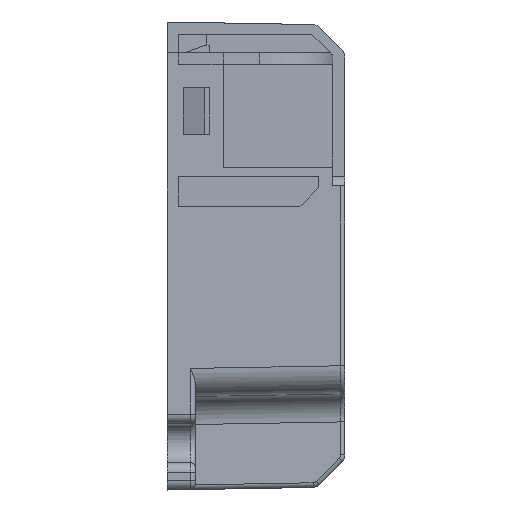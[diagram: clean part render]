
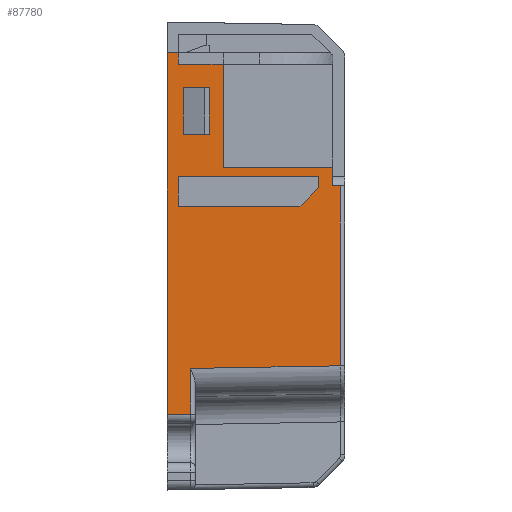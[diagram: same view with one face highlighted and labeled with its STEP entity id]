
A CAD part, left-side view. The second image highlights one B-rep face of the part: STEP entity #87780.
In plain terms, the highlighted face is planar.
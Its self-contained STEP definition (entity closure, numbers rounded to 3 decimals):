
#39240=CARTESIAN_POINT('',(-47.2,0.,-21.7));
#39250=VERTEX_POINT('',#39240);
#39280=CARTESIAN_POINT('',(-47.2,0.,16.9));
#39290=DIRECTION('',(0.,0.,-1.));
#39300=VECTOR('',#39290,1.);
#39310=LINE('',#39280,#39300);
#39320=CARTESIAN_POINT('',(-47.2,0.,16.9));
#39330=VERTEX_POINT('',#39320);
#39340=EDGE_CURVE('',#39330,#39250,#39310,.T.);
#62680=CARTESIAN_POINT('',(-47.095,6.,-20.5));
#62690=VERTEX_POINT('',#62680);
#65660=CARTESIAN_POINT('',(-46.891,17.7,-7.5));
#65670=VERTEX_POINT('',#65660);
#65700=CARTESIAN_POINT('',(-46.891,17.7,-9.5));
#65710=DIRECTION('',(0.,0.,1.));
#65720=VECTOR('',#65710,1.);
#65730=LINE('',#65700,#65720);
#65740=CARTESIAN_POINT('',(-46.891,17.7,-9.5));
#65750=VERTEX_POINT('',#65740);
#65760=EDGE_CURVE('',#65750,#65670,#65730,.T.);
#66220=CARTESIAN_POINT('',(-47.095,6.,-9.5));
#66230=DIRECTION('',(0.017,1.,0.));
#66240=VECTOR('',#66230,1.);
#66250=LINE('',#66220,#66240);
#66260=CARTESIAN_POINT('',(-47.095,6.,-9.5));
#66270=VERTEX_POINT('',#66260);
#66280=EDGE_CURVE('',#66270,#65750,#66250,.T.);
#66530=CARTESIAN_POINT('',(-47.095,6.,-20.5));
#66540=DIRECTION('',(0.,0.,1.));
#66550=VECTOR('',#66540,1.);
#66560=LINE('',#66530,#66550);
#66570=EDGE_CURVE('',#62690,#66270,#66560,.T.);
#86390=CARTESIAN_POINT('',(-47.2,0.,-27.361));
#86400=DIRECTION('',(-1.,0.017,0.));
#86410=DIRECTION('',(0.,0.,1.));
#86420=AXIS2_PLACEMENT_3D('',#86390,#86400,#86410);
#86430=PLANE('',#86420);
#86440=CARTESIAN_POINT('',(-47.179,1.2,-20.5));
#86450=DIRECTION('',(0.017,1.,0.));
#86460=VECTOR('',#86450,1.);
#86470=LINE('',#86440,#86460);
#86480=CARTESIAN_POINT('',(-47.179,1.2,-20.5));
#86490=VERTEX_POINT('',#86480);
#86500=EDGE_CURVE('',#86490,#62690,#86470,.T.);
#86510=ORIENTED_EDGE('',*,*,#86500,.F.);
#86520=ORIENTED_EDGE('',*,*,#66570,.F.);
#86530=ORIENTED_EDGE('',*,*,#66280,.F.);
#86540=ORIENTED_EDGE('',*,*,#65760,.F.);
#86550=CARTESIAN_POINT('',(-46.877,18.509,-7.5));
#86560=DIRECTION('',(-0.017,-1.,0.));
#86570=VECTOR('',#86560,1.);
#86580=LINE('',#86550,#86570);
#86590=CARTESIAN_POINT('',(-46.877,18.509,-7.5));
#86600=VERTEX_POINT('',#86590);
#86610=EDGE_CURVE('',#86600,#65670,#86580,.T.);
#86620=ORIENTED_EDGE('',*,*,#86610,.T.);
#86630=CARTESIAN_POINT('',(-46.877,18.509,-7.5));
#86640=DIRECTION('',(0.,0.,1.));
#86650=VECTOR('',#86640,1.);
#86660=LINE('',#86630,#86650);
#86670=CARTESIAN_POINT('',(-46.877,18.509,
11.73));
#86680=VERTEX_POINT('',#86670);
#86690=EDGE_CURVE('',#86600,#86680,#86660,.T.);
#86700=ORIENTED_EDGE('',*,*,#86690,.F.);
#86710=CARTESIAN_POINT('',(-47.156,2.509,
12.009));
#86720=DIRECTION('',(0.017,1.,
-0.017));
#86730=VECTOR('',#86720,1.);
#86740=LINE('',#86710,#86730);
#86750=CARTESIAN_POINT('',(-47.156,2.509,
12.009));
#86760=VERTEX_POINT('',#86750);
#86770=EDGE_CURVE('',#86760,#86680,#86740,.T.);
#86780=ORIENTED_EDGE('',*,*,#86770,.T.);
#86790=CARTESIAN_POINT('',(-47.156,2.509,
12.009));
#86800=DIRECTION('',(0.,0.,1.));
#86810=VECTOR('',#86800,1.);
#86820=LINE('',#86790,#86810);
#86830=CARTESIAN_POINT('',(-47.156,2.509,
16.9));
#86840=VERTEX_POINT('',#86830);
#86850=EDGE_CURVE('',#86760,#86840,#86820,.T.);
#86860=ORIENTED_EDGE('',*,*,#86850,.F.);
#86870=CARTESIAN_POINT('',(-47.156,2.509,
16.9));
#86880=DIRECTION('',(-0.017,-1.,0.));
#86890=VECTOR('',#86880,1.);
#86900=LINE('',#86870,#86890);
#86910=EDGE_CURVE('',#86840,#39330,#86900,.T.);
#86920=ORIENTED_EDGE('',*,*,#86910,.F.);
#86930=ORIENTED_EDGE('',*,*,#39340,.F.);
#86940=CARTESIAN_POINT('',(-47.2,0.,-21.7));
#86950=DIRECTION('',(0.017,1.,0.));
#86960=VECTOR('',#86950,1.);
#86970=LINE('',#86940,#86960);
#86980=CARTESIAN_POINT('',(-47.179,1.2,-21.7));
#86990=VERTEX_POINT('',#86980);
#87000=EDGE_CURVE('',#39250,#86990,#86970,.T.);
#87010=ORIENTED_EDGE('',*,*,#87000,.F.);
#87020=CARTESIAN_POINT('',(-47.179,1.2,-21.7));
#87030=DIRECTION('',(0.,0.,1.));
#87040=VECTOR('',#87030,1.);
#87050=LINE('',#87020,#87040);
#87060=EDGE_CURVE('',#86990,#86490,#87050,.T.);
#87070=ORIENTED_EDGE('',*,*,#87060,.F.);
#87080=EDGE_LOOP('',(#87070,#87010,#86930,#86920,#86860,#86780,#86700,
#86620,#86540,#86530,#86520,#86510));
#87090=FACE_OUTER_BOUND('',#87080,.T.);
#87100=CARTESIAN_POINT('',(-46.917,16.2,-8.5));
#87110=DIRECTION('',(-0.017,-1.,0.));
#87120=VECTOR('',#87110,1.);
#87130=LINE('',#87100,#87120);
#87140=CARTESIAN_POINT('',(-46.917,16.2,-8.5));
#87150=VERTEX_POINT('',#87140);
#87160=CARTESIAN_POINT('',(-47.179,1.2,-8.5));
#87170=VERTEX_POINT('',#87160);
#87180=EDGE_CURVE('',#87150,#87170,#87130,.T.);
#87190=ORIENTED_EDGE('',*,*,#87180,.F.);
#87200=CARTESIAN_POINT('',(-47.179,1.2,-8.5));
#87210=DIRECTION('',(0.,0.,1.));
#87220=VECTOR('',#87210,1.);
#87230=LINE('',#87200,#87220);
#87240=CARTESIAN_POINT('',(-47.179,1.2,-7.3));
#87250=VERTEX_POINT('',#87240);
#87260=EDGE_CURVE('',#87170,#87250,#87230,.T.);
#87270=ORIENTED_EDGE('',*,*,#87260,.F.);
#87280=CARTESIAN_POINT('',(-47.179,1.2,-7.3));
#87290=DIRECTION('',(0.017,1.,0.));
#87300=VECTOR('',#87290,1.);
#87310=LINE('',#87280,#87300);
#87320=CARTESIAN_POINT('',(-46.917,16.2,-7.3));
#87330=VERTEX_POINT('',#87320);
#87340=EDGE_CURVE('',#87250,#87330,#87310,.T.);
#87350=ORIENTED_EDGE('',*,*,#87340,.F.);
#87360=CARTESIAN_POINT('',(-46.917,16.2,-7.3));
#87370=DIRECTION('',(0.,0.,-1.));
#87380=VECTOR('',#87370,1.);
#87390=LINE('',#87360,#87380);
#87400=EDGE_CURVE('',#87330,#87150,#87390,.T.);
#87410=ORIENTED_EDGE('',*,*,#87400,.F.);
#87420=EDGE_LOOP('',(#87410,#87350,#87270,#87190));
#87430=FACE_BOUND('',#87420,.T.);
#87440=CARTESIAN_POINT('',(-47.121,4.5,-13.));
#87450=DIRECTION('',(0.,0.,-1.));
#87460=VECTOR('',#87450,1.);
#87470=LINE('',#87440,#87460);
#87480=CARTESIAN_POINT('',(-47.121,4.5,-13.));
#87490=VERTEX_POINT('',#87480);
#87500=CARTESIAN_POINT('',(-47.121,4.5,-18.));
#87510=VERTEX_POINT('',#87500);
#87520=EDGE_CURVE('',#87490,#87510,#87470,.T.);
#87530=ORIENTED_EDGE('',*,*,#87520,.F.);
#87540=CARTESIAN_POINT('',(-47.121,4.5,-18.));
#87550=DIRECTION('',(-0.017,-1.,0.));
#87560=VECTOR('',#87550,1.);
#87570=LINE('',#87540,#87560);
#87580=CARTESIAN_POINT('',(-47.17,1.72,-18.));
#87590=VERTEX_POINT('',#87580);
#87600=EDGE_CURVE('',#87510,#87590,#87570,.T.);
#87610=ORIENTED_EDGE('',*,*,#87600,.F.);
#87620=CARTESIAN_POINT('',(-47.17,1.72,-13.));
#87630=DIRECTION('',(0.,0.,-1.));
#87640=VECTOR('',#87630,1.);
#87650=LINE('',#87620,#87640);
#87660=CARTESIAN_POINT('',(-47.17,1.72,-13.));
#87670=VERTEX_POINT('',#87660);
#87680=EDGE_CURVE('',#87670,#87590,#87650,.T.);
#87690=ORIENTED_EDGE('',*,*,#87680,.T.);
#87700=CARTESIAN_POINT('',(-47.17,1.72,-13.));
#87710=DIRECTION('',(0.017,1.,0.));
#87720=VECTOR('',#87710,1.);
#87730=LINE('',#87700,#87720);
#87740=EDGE_CURVE('',#87670,#87490,#87730,.T.);
#87750=ORIENTED_EDGE('',*,*,#87740,.F.);
#87760=EDGE_LOOP('',(#87750,#87690,#87610,#87530));
#87770=FACE_BOUND('',#87760,.T.);
#87780=ADVANCED_FACE('',(#87090,#87430,#87770),#86430,.T.);
